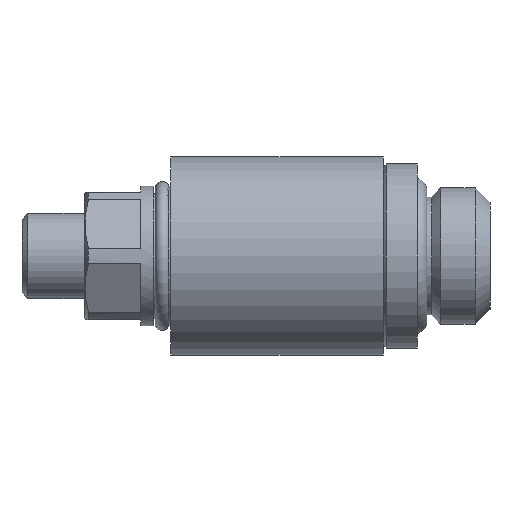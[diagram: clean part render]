
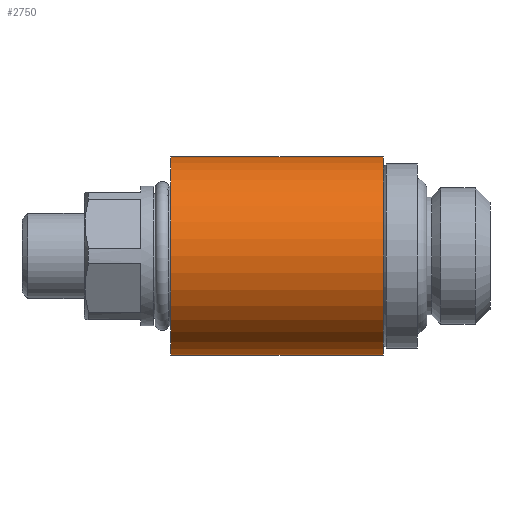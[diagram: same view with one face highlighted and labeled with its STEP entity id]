
A CAD part, left-side view. The second image highlights one B-rep face of the part: STEP entity #2750.
In plain terms, the highlighted cylindrical face has radius 7 mm (diameter 14 mm), a partial arc.
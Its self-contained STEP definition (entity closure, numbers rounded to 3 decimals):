
#11 = CIRCLE ( 'NONE', #56, 7. ) ;
#56 = AXIS2_PLACEMENT_3D ( 'NONE', #2418, #2419, #2420 ) ;
#65 = AXIS2_PLACEMENT_3D ( 'NONE', #1113, #1099, #1116 ) ;
#93 = AXIS2_PLACEMENT_3D ( 'NONE', #1802, #1803, #1804 ) ;
#94 = CIRCLE ( 'NONE', #93, 7. ) ;
#275 = VECTOR ( 'NONE', #2055, 1000. ) ;
#349 = VECTOR ( 'NONE', #1103, 1000. ) ;
#931 = EDGE_LOOP ( 'NONE', ( #3129, #3125, #3154, #3051 ) ) ;
#980 = CARTESIAN_POINT ( 'NONE',  ( 0., 7.9, -7. ) ) ;
#1008 = CARTESIAN_POINT ( 'NONE',  ( 0., 7.9, 7. ) ) ;
#1036 = CARTESIAN_POINT ( 'NONE',  ( 0., 22.9, -7. ) ) ;
#1070 = CARTESIAN_POINT ( 'NONE',  ( 0., 22.9, 7. ) ) ;
#1099 = DIRECTION ( 'NONE',  ( 0., 1., 0. ) ) ;
#1101 = LINE ( 'NONE', #1102, #349 ) ;
#1102 = CARTESIAN_POINT ( 'NONE',  ( 0., 25.766, -7. ) ) ;
#1103 = DIRECTION ( 'NONE',  ( 0., 1., 0. ) ) ;
#1112 = FACE_OUTER_BOUND ( 'NONE', #931, .T. ) ;
#1113 = CARTESIAN_POINT ( 'NONE',  ( 0., 25.766, 0. ) ) ;
#1115 = CYLINDRICAL_SURFACE ( 'NONE', #65, 7. ) ;
#1116 = DIRECTION ( 'NONE',  ( 0., 0., 1. ) ) ;
#1550 = VERTEX_POINT ( 'NONE', #980 ) ;
#1590 = VERTEX_POINT ( 'NONE', #1008 ) ;
#1625 = VERTEX_POINT ( 'NONE', #1036 ) ;
#1802 = CARTESIAN_POINT ( 'NONE',  ( 0., 22.9, 0. ) ) ;
#1803 = DIRECTION ( 'NONE',  ( 0., -1., 0. ) ) ;
#1804 = DIRECTION ( 'NONE',  ( 0., 0., 1. ) ) ;
#2048 = LINE ( 'NONE', #2053, #275 ) ;
#2053 = CARTESIAN_POINT ( 'NONE',  ( 0., 25.766, 7. ) ) ;
#2055 = DIRECTION ( 'NONE',  ( 0., 1., 0. ) ) ;
#2418 = CARTESIAN_POINT ( 'NONE',  ( 0., 7.9, 0. ) ) ;
#2419 = DIRECTION ( 'NONE',  ( 0., 1., 0. ) ) ;
#2420 = DIRECTION ( 'NONE',  ( 0., 0., -1. ) ) ;
#2705 = VERTEX_POINT ( 'NONE', #1070 ) ;
#2747 = EDGE_CURVE ( 'NONE', #1550, #1625, #1101, .T. ) ;
#2750 = ADVANCED_FACE ( 'NONE', ( #1112 ), #1115, .T. ) ;
#2846 = EDGE_CURVE ( 'NONE', #1590, #2705, #2048, .T. ) ;
#3051 = ORIENTED_EDGE ( 'NONE', *, *, #3263, .T. ) ;
#3125 = ORIENTED_EDGE ( 'NONE', *, *, #3194, .T. ) ;
#3129 = ORIENTED_EDGE ( 'NONE', *, *, #2747, .F. ) ;
#3154 = ORIENTED_EDGE ( 'NONE', *, *, #2846, .T. ) ;
#3194 = EDGE_CURVE ( 'NONE', #1550, #1590, #11, .T. ) ;
#3263 = EDGE_CURVE ( 'NONE', #2705, #1625, #94, .T. ) ;
